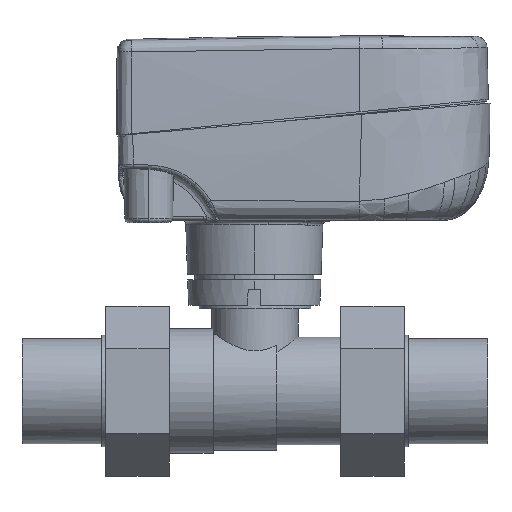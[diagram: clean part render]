
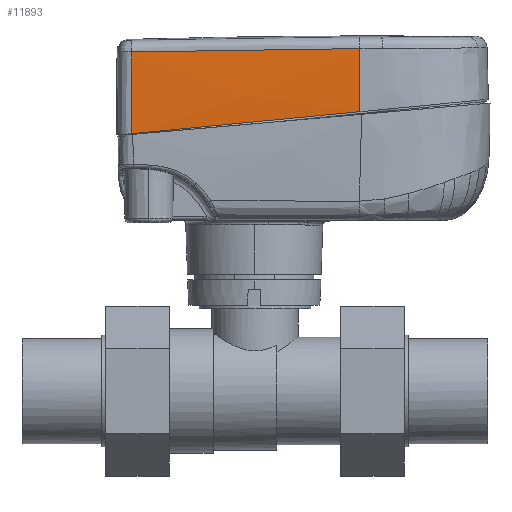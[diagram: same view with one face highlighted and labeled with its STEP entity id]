
A CAD part, front view. The second image highlights one B-rep face of the part: STEP entity #11893.
In plain terms, the highlighted free-form (B-spline) face has degree [2, 3] with [3, 4] control points.
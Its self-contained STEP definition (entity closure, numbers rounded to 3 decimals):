
#10576=CARTESIAN_POINT('Vertex',(26.362,-26.68,70.149)) ;
#10580=CARTESIAN_POINT('Control Point',(26.362,-26.68,70.149)) ;
#10581=CARTESIAN_POINT('Control Point',(14.884,-26.756,69.044)) ;
#10582=CARTESIAN_POINT('Control Point',(3.407,-26.755,67.939)) ;
#10583=CARTESIAN_POINT('Control Point',(-8.072,-26.679,66.834)) ;
#10584=CARTESIAN_POINT('Control Point',(-19.549,-26.527,65.729)) ;
#10585=CARTESIAN_POINT('Control Point',(-31.024,-26.3,64.625)) ;
#10586=CARTESIAN_POINT('Vertex',(-31.024,-26.3,64.625)) ;
#11834=CARTESIAN_POINT('Vertex',(26.352,-26.362,85.995)) ;
#11838=CARTESIAN_POINT('Control Point',(26.352,-26.362,85.995)) ;
#11839=CARTESIAN_POINT('Control Point',(26.357,-26.384,85.342)) ;
#11840=CARTESIAN_POINT('Control Point',(26.373,-26.455,83.09)) ;
#11841=CARTESIAN_POINT('Control Point',(26.388,-26.555,79.239)) ;
#11842=CARTESIAN_POINT('Control Point',(26.386,-26.638,74.611)) ;
#11843=CARTESIAN_POINT('Control Point',(26.371,-26.67,71.581)) ;
#11844=CARTESIAN_POINT('Control Point',(26.362,-26.68,70.149)) ;
#11861=CARTESIAN_POINT('Control Point',(64.168,-26.116,72.762)) ;
#11862=CARTESIAN_POINT('Control Point',(64.088,-26.017,82.026)) ;
#11863=CARTESIAN_POINT('Control Point',(64.007,-25.704,91.286)) ;
#11864=CARTESIAN_POINT('Control Point',(63.926,-25.179,100.537)) ;
#11865=CARTESIAN_POINT('Control Point',(11.911,-27.359,67.726)) ;
#11866=CARTESIAN_POINT('Control Point',(11.83,-27.33,77.01)) ;
#11867=CARTESIAN_POINT('Control Point',(11.75,-27.088,86.29)) ;
#11868=CARTESIAN_POINT('Control Point',(11.669,-26.632,95.563)) ;
#11869=CARTESIAN_POINT('Control Point',(-40.346,-26.091,62.699)) ;
#11870=CARTESIAN_POINT('Control Point',(-40.427,-26.132,71.964)) ;
#11871=CARTESIAN_POINT('Control Point',(-40.508,-25.961,81.227)) ;
#11872=CARTESIAN_POINT('Control Point',(-40.588,-25.575,90.483)) ;
#11874=CARTESIAN_POINT('Control Point',(-30.923,-25.985,85.154)) ;
#11875=CARTESIAN_POINT('Control Point',(-11.827,-26.348,85.668)) ;
#11876=CARTESIAN_POINT('Control Point',(7.267,-26.473,85.948)) ;
#11877=CARTESIAN_POINT('Control Point',(26.352,-26.362,85.995)) ;
#11878=CARTESIAN_POINT('Vertex',(-30.923,-25.985,85.154)) ;
#11882=CARTESIAN_POINT('Control Point',(-31.024,-26.3,64.625)) ;
#11883=CARTESIAN_POINT('Control Point',(-31.077,-26.31,71.465)) ;
#11884=CARTESIAN_POINT('Control Point',(-31.043,-26.205,78.31)) ;
#11885=CARTESIAN_POINT('Control Point',(-30.923,-25.985,85.154)) ;
#10588=EDGE_CURVE('',#10577,#10587,#10579,.T.) ;
#11845=EDGE_CURVE('',#11835,#10577,#11837,.T.) ;
#11880=EDGE_CURVE('',#11879,#11835,#11873,.T.) ;
#11886=EDGE_CURVE('',#10587,#11879,#11881,.T.) ;
#11888=ORIENTED_EDGE('',*,*,#10588,.F.) ;
#11889=ORIENTED_EDGE('',*,*,#11845,.F.) ;
#11890=ORIENTED_EDGE('',*,*,#11880,.F.) ;
#11891=ORIENTED_EDGE('',*,*,#11886,.F.) ;
#11887=EDGE_LOOP('',(#11888,#11889,#11890,#11891)) ;
#10577=VERTEX_POINT('',#10576) ;
#10587=VERTEX_POINT('',#10586) ;
#11835=VERTEX_POINT('',#11834) ;
#11879=VERTEX_POINT('',#11878) ;
#11893=ADVANCED_FACE('Solid1',(#11892),#11860,.F.) ;
#10579=B_SPLINE_CURVE_WITH_KNOTS('',5,(#10580,#10581,#10582,#10583,#10584,#10585),.UNSPECIFIED.,.F.,.U.,(6,6),(0.,81.536),.UNSPECIFIED.) ;
#11837=B_SPLINE_CURVE_WITH_KNOTS('',3,(#11838,#11839,#11840,#11841,#11842,#11843,#11844),.UNSPECIFIED.,.F.,.U.,(4,1,1,1,4),(2.551,4.317,8.633,12.95,16.815),.UNSPECIFIED.) ;
#11873=B_SPLINE_CURVE_WITH_KNOTS('',3,(#11874,#11875,#11876,#11877),.UNSPECIFIED.,.F.,.U.,(4,4),(0.,81.314),.UNSPECIFIED.) ;
#11881=B_SPLINE_CURVE_WITH_KNOTS('',3,(#11882,#11883,#11884,#11885),.UNSPECIFIED.,.F.,.U.,(4,4),(0.,29.028),.UNSPECIFIED.) ;
#11892=FACE_OUTER_BOUND('',#11887,.T.) ;
#11860=(BOUNDED_SURFACE()B_SPLINE_SURFACE(2,3,((#11861,#11862,#11863,#11864),(#11865,#11866,#11867,#11868),(#11869,#11870,#11871,#11872)),.UNSPECIFIED.,.F.,.F.,.U.)B_SPLINE_SURFACE_WITH_KNOTS((3,3),(4,4),(-0.065,104.963),(-0.02,27.795),.UNSPECIFIED.)GEOMETRIC_REPRESENTATION_ITEM()RATIONAL_B_SPLINE_SURFACE(((1.,1.,1.,1.),(1.,1.,1.,1.),(1.,1.,1.,1.)))REPRESENTATION_ITEM('Rational BSpline Surface')SURFACE()) ;
